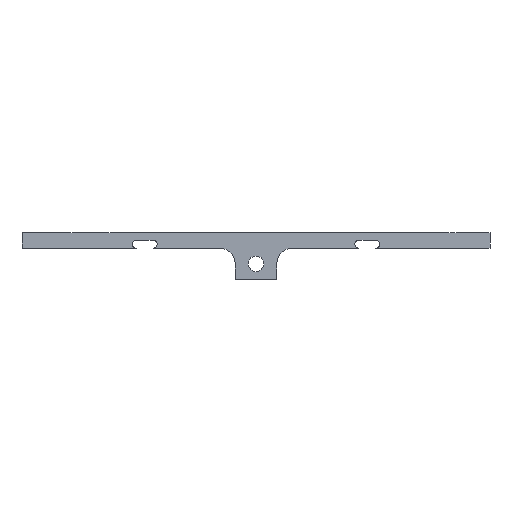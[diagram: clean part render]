
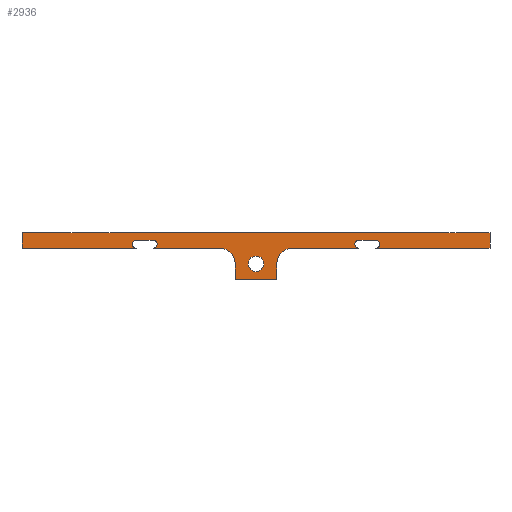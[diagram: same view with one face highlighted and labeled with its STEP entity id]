
A CAD part, front view. The second image highlights one B-rep face of the part: STEP entity #2936.
In plain terms, the highlighted planar face has unit normal (0, -1, 0).
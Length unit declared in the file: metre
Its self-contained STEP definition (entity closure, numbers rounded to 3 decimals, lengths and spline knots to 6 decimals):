
#58=CIRCLE('',#3145,0.0015);
#59=CIRCLE('',#3146,0.00075);
#60=CIRCLE('',#3147,0.00075);
#61=CIRCLE('',#3148,0.003);
#62=CIRCLE('',#3149,0.003);
#63=CIRCLE('',#3150,0.00075);
#64=CIRCLE('',#3151,0.00075);
#371=ORIENTED_EDGE('',*,*,#1233,.F.);
#372=ORIENTED_EDGE('',*,*,#1234,.F.);
#373=ORIENTED_EDGE('',*,*,#1235,.F.);
#374=ORIENTED_EDGE('',*,*,#1236,.F.);
#375=ORIENTED_EDGE('',*,*,#1132,.T.);
#376=ORIENTED_EDGE('',*,*,#1237,.T.);
#377=ORIENTED_EDGE('',*,*,#1238,.F.);
#378=ORIENTED_EDGE('',*,*,#1239,.F.);
#379=ORIENTED_EDGE('',*,*,#1240,.T.);
#380=ORIENTED_EDGE('',*,*,#1241,.T.);
#381=ORIENTED_EDGE('',*,*,#1127,.T.);
#382=ORIENTED_EDGE('',*,*,#1242,.F.);
#383=ORIENTED_EDGE('',*,*,#1243,.F.);
#384=ORIENTED_EDGE('',*,*,#1244,.F.);
#385=ORIENTED_EDGE('',*,*,#1208,.T.);
#386=ORIENTED_EDGE('',*,*,#1245,.T.);
#387=ORIENTED_EDGE('',*,*,#1246,.T.);
#388=ORIENTED_EDGE('',*,*,#1247,.F.);
#389=ORIENTED_EDGE('',*,*,#1248,.T.);
#1127=EDGE_CURVE('',#1558,#1559,#1861,.T.);
#1132=EDGE_CURVE('',#1563,#1562,#1866,.T.);
#1208=EDGE_CURVE('',#1639,#1638,#1907,.T.);
#1233=EDGE_CURVE('',#1663,#1663,#58,.T.);
#1234=EDGE_CURVE('',#1664,#1665,#59,.T.);
#1235=EDGE_CURVE('',#1666,#1664,#1924,.T.);
#1236=EDGE_CURVE('',#1563,#1666,#60,.T.);
#1237=EDGE_CURVE('',#1562,#1667,#61,.T.);
#1238=EDGE_CURVE('',#1668,#1667,#1925,.T.);
#1239=EDGE_CURVE('',#1669,#1668,#1926,.T.);
#1240=EDGE_CURVE('',#1669,#1670,#1927,.T.);
#1241=EDGE_CURVE('',#1670,#1558,#62,.T.);
#1242=EDGE_CURVE('',#1671,#1559,#63,.T.);
#1243=EDGE_CURVE('',#1672,#1671,#1928,.T.);
#1244=EDGE_CURVE('',#1639,#1672,#64,.T.);
#1245=EDGE_CURVE('',#1638,#1673,#1929,.T.);
#1246=EDGE_CURVE('',#1673,#1674,#1930,.T.);
#1247=EDGE_CURVE('',#1675,#1674,#1931,.T.);
#1248=EDGE_CURVE('',#1675,#1665,#1932,.T.);
#1558=VERTEX_POINT('',#4321);
#1559=VERTEX_POINT('',#4322);
#1562=VERTEX_POINT('',#4329);
#1563=VERTEX_POINT('',#4331);
#1638=VERTEX_POINT('',#4482);
#1639=VERTEX_POINT('',#4484);
#1663=VERTEX_POINT('',#4534);
#1664=VERTEX_POINT('',#4536);
#1665=VERTEX_POINT('',#4537);
#1666=VERTEX_POINT('',#4539);
#1667=VERTEX_POINT('',#4542);
#1668=VERTEX_POINT('',#4544);
#1669=VERTEX_POINT('',#4546);
#1670=VERTEX_POINT('',#4548);
#1671=VERTEX_POINT('',#4551);
#1672=VERTEX_POINT('',#4553);
#1673=VERTEX_POINT('',#4556);
#1674=VERTEX_POINT('',#4558);
#1675=VERTEX_POINT('',#4560);
#1861=LINE('',#4320,#2131);
#1866=LINE('',#4330,#2136);
#1907=LINE('',#4483,#2177);
#1924=LINE('',#4538,#2194);
#1925=LINE('',#4543,#2195);
#1926=LINE('',#4545,#2196);
#1927=LINE('',#4547,#2197);
#1928=LINE('',#4552,#2198);
#1929=LINE('',#4555,#2199);
#1930=LINE('',#4557,#2200);
#1931=LINE('',#4559,#2201);
#1932=LINE('',#4561,#2202);
#2131=VECTOR('',#3424,1.);
#2136=VECTOR('',#3429,1.);
#2177=VECTOR('',#3542,1.);
#2194=VECTOR('',#3581,1.);
#2195=VECTOR('',#3586,1.);
#2196=VECTOR('',#3587,1.);
#2197=VECTOR('',#3588,1.);
#2198=VECTOR('',#3593,1.);
#2199=VECTOR('',#3596,1.);
#2200=VECTOR('',#3597,1.);
#2201=VECTOR('',#3598,1.);
#2202=VECTOR('',#3599,1.);
#2417=EDGE_LOOP('',(#371));
#2418=EDGE_LOOP('',(#372,#373,#374,#375,#376,#377,#378,#379,#380,#381,#382,
#383,#384,#385,#386,#387,#388,#389));
#2651=FACE_BOUND('',#2417,.T.);
#2652=FACE_BOUND('',#2418,.T.);
#2867=PLANE('',#3144);
#2936=ADVANCED_FACE('',(#2651,#2652),#2867,.F.);
#3144=AXIS2_PLACEMENT_3D('',#4532,#3575,#3576);
#3145=AXIS2_PLACEMENT_3D('',#4533,#3577,#3578);
#3146=AXIS2_PLACEMENT_3D('',#4535,#3579,#3580);
#3147=AXIS2_PLACEMENT_3D('',#4540,#3582,#3583);
#3148=AXIS2_PLACEMENT_3D('',#4541,#3584,#3585);
#3149=AXIS2_PLACEMENT_3D('',#4549,#3589,#3590);
#3150=AXIS2_PLACEMENT_3D('',#4550,#3591,#3592);
#3151=AXIS2_PLACEMENT_3D('',#4554,#3594,#3595);
#3424=DIRECTION('',(1.,0.,0.));
#3429=DIRECTION('',(1.,0.,0.));
#3542=DIRECTION('',(1.,0.,0.));
#3575=DIRECTION('',(0.,1.,0.));
#3576=DIRECTION('',(0.,0.,1.));
#3577=DIRECTION('',(0.,-1.,0.));
#3578=DIRECTION('',(0.,0.,-1.));
#3579=DIRECTION('',(0.,-1.,0.));
#3580=DIRECTION('',(0.,0.,-1.));
#3581=DIRECTION('',(-1.,0.,0.));
#3582=DIRECTION('',(0.,-1.,0.));
#3583=DIRECTION('',(0.,0.,-1.));
#3584=DIRECTION('',(0.,1.,0.));
#3585=DIRECTION('',(0.,0.,1.));
#3586=DIRECTION('',(0.,0.,1.));
#3587=DIRECTION('',(-1.,0.,0.));
#3588=DIRECTION('',(0.,0.,1.));
#3589=DIRECTION('',(0.,1.,0.));
#3590=DIRECTION('',(0.,0.,1.));
#3591=DIRECTION('',(0.,-1.,0.));
#3592=DIRECTION('',(0.,0.,-1.));
#3593=DIRECTION('',(-1.,0.,0.));
#3594=DIRECTION('',(0.,-1.,0.));
#3595=DIRECTION('',(0.,0.,-1.));
#3596=DIRECTION('',(0.,0.,1.));
#3597=DIRECTION('',(-1.,0.,0.));
#3598=DIRECTION('',(0.,0.,1.));
#3599=DIRECTION('',(1.,0.,0.));
#4320=CARTESIAN_POINT('',(0.,-0.0688,0.));
#4321=CARTESIAN_POINT('',(0.007,-0.0688,0.));
#4322=CARTESIAN_POINT('',(0.019725,-0.0688,0.));
#4329=CARTESIAN_POINT('',(-0.007,-0.0688,0.));
#4330=CARTESIAN_POINT('',(0.,-0.0688,0.));
#4331=CARTESIAN_POINT('',(-0.019725,-0.0688,0.));
#4482=CARTESIAN_POINT('',(0.0449,-0.0688,0.));
#4483=CARTESIAN_POINT('',(0.,-0.0688,0.));
#4484=CARTESIAN_POINT('',(0.022975,-0.0688,0.));
#4532=CARTESIAN_POINT('',(0.,-0.0688,-0.000002));
#4533=CARTESIAN_POINT('',(0.,-0.0688,-0.003));
#4534=CARTESIAN_POINT('',(0.,-0.0688,-0.0045));
#4535=CARTESIAN_POINT('',(-0.022975,-0.0688,0.00075));
#4536=CARTESIAN_POINT('',(-0.022975,-0.0688,0.0015));
#4537=CARTESIAN_POINT('',(-0.022975,-0.0688,0.));
#4538=CARTESIAN_POINT('',(-0.02135,-0.0688,0.0015));
#4539=CARTESIAN_POINT('',(-0.019725,-0.0688,0.0015));
#4540=CARTESIAN_POINT('',(-0.019725,-0.0688,0.00075));
#4541=CARTESIAN_POINT('',(-0.007,-0.0688,-0.003));
#4542=CARTESIAN_POINT('',(-0.004,-0.0688,-0.003));
#4543=CARTESIAN_POINT('',(-0.004,-0.0688,-0.006));
#4544=CARTESIAN_POINT('',(-0.004,-0.0688,-0.006));
#4545=CARTESIAN_POINT('',(0.,-0.0688,-0.006));
#4546=CARTESIAN_POINT('',(0.004,-0.0688,-0.006));
#4547=CARTESIAN_POINT('',(0.004,-0.0688,-0.006));
#4548=CARTESIAN_POINT('',(0.004,-0.0688,-0.003));
#4549=CARTESIAN_POINT('',(0.007,-0.0688,-0.003));
#4550=CARTESIAN_POINT('',(0.019725,-0.0688,0.00075));
#4551=CARTESIAN_POINT('',(0.019725,-0.0688,0.0015));
#4552=CARTESIAN_POINT('',(0.02135,-0.0688,0.0015));
#4553=CARTESIAN_POINT('',(0.022975,-0.0688,0.0015));
#4554=CARTESIAN_POINT('',(0.022975,-0.0688,0.00075));
#4555=CARTESIAN_POINT('',(0.0449,-0.0688,-0.000002));
#4556=CARTESIAN_POINT('',(0.0449,-0.0688,0.003));
#4557=CARTESIAN_POINT('',(0.,-0.0688,0.003));
#4558=CARTESIAN_POINT('',(-0.0449,-0.0688,0.003));
#4559=CARTESIAN_POINT('',(-0.0449,-0.0688,-0.000002));
#4560=CARTESIAN_POINT('',(-0.0449,-0.0688,0.));
#4561=CARTESIAN_POINT('',(0.,-0.0688,0.));
